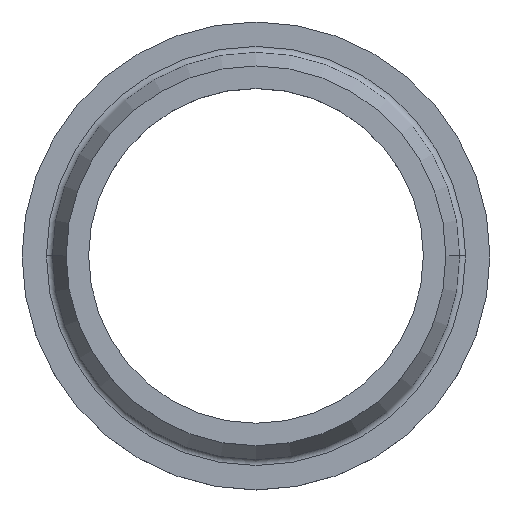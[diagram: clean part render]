
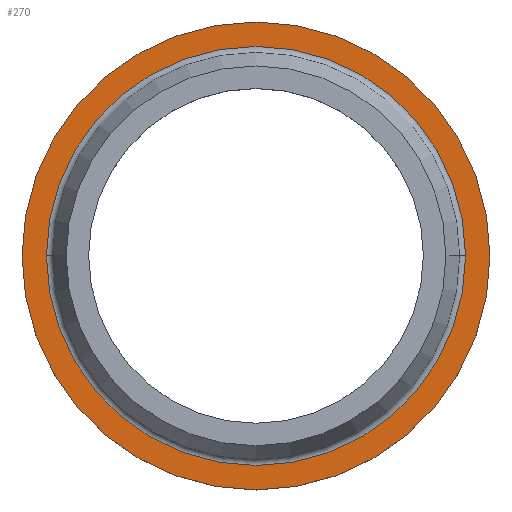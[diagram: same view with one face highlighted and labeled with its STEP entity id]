
A CAD part, top view. The second image highlights one B-rep face of the part: STEP entity #270.
In plain terms, the highlighted planar face has unit normal (0, 0, 1).
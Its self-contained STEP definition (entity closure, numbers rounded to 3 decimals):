
#4 = CIRCLE ( 'NONE', #81, 309. ) ;
#15 = PLANE ( 'NONE',  #46 ) ;
#44 = VERTEX_POINT ( 'NONE', #102 ) ;
#46 = AXIS2_PLACEMENT_3D ( 'NONE', #308, #468, #129 ) ;
#51 = DIRECTION ( 'NONE',  ( -1., 0., 0. ) ) ;
#57 = EDGE_CURVE ( 'NONE', #261, #163, #146, .T. ) ;
#74 = ORIENTED_EDGE ( 'NONE', *, *, #57, .T. ) ;
#81 = AXIS2_PLACEMENT_3D ( 'NONE', #120, #268, #51 ) ;
#102 = CARTESIAN_POINT ( 'NONE',  ( -345., 0., 50. ) ) ;
#107 = EDGE_CURVE ( 'NONE', #44, #450, #108, .T. ) ;
#108 = CIRCLE ( 'NONE', #446, 345. ) ;
#120 = CARTESIAN_POINT ( 'NONE',  ( 0., 0., 50. ) ) ;
#129 = DIRECTION ( 'NONE',  ( 1., 0., 0. ) ) ;
#139 = CARTESIAN_POINT ( 'NONE',  ( 0., 0., 50. ) ) ;
#146 = CIRCLE ( 'NONE', #256, 309. ) ;
#157 = AXIS2_PLACEMENT_3D ( 'NONE', #332, #288, #248 ) ;
#163 = VERTEX_POINT ( 'NONE', #277 ) ;
#174 = DIRECTION ( 'NONE',  ( 0., 0., -1. ) ) ;
#176 = CARTESIAN_POINT ( 'NONE',  ( 0., 0., 50. ) ) ;
#208 = DIRECTION ( 'NONE',  ( -1., 0., 0. ) ) ;
#213 = DIRECTION ( 'NONE',  ( 0., 0., -1. ) ) ;
#233 = EDGE_CURVE ( 'NONE', #163, #261, #4, .T. ) ;
#241 = CIRCLE ( 'NONE', #157, 345. ) ;
#248 = DIRECTION ( 'NONE',  ( -1., 0., 0. ) ) ;
#256 = AXIS2_PLACEMENT_3D ( 'NONE', #176, #174, #401 ) ;
#261 = VERTEX_POINT ( 'NONE', #281 ) ;
#268 = DIRECTION ( 'NONE',  ( 0., 0., -1. ) ) ;
#270 = ADVANCED_FACE ( 'NONE', ( #315, #466 ), #15, .T. ) ;
#275 = ORIENTED_EDGE ( 'NONE', *, *, #397, .F. ) ;
#277 = CARTESIAN_POINT ( 'NONE',  ( 309., 0., 50. ) ) ;
#281 = CARTESIAN_POINT ( 'NONE',  ( -309., 0., 50. ) ) ;
#288 = DIRECTION ( 'NONE',  ( 0., 0., -1. ) ) ;
#308 = CARTESIAN_POINT ( 'NONE',  ( 0., 345., 50. ) ) ;
#312 = ORIENTED_EDGE ( 'NONE', *, *, #233, .T. ) ;
#315 = FACE_BOUND ( 'NONE', #316, .T. ) ;
#316 = EDGE_LOOP ( 'NONE', ( #74, #312 ) ) ;
#332 = CARTESIAN_POINT ( 'NONE',  ( 0., 0., 50. ) ) ;
#339 = EDGE_LOOP ( 'NONE', ( #368, #275 ) ) ;
#368 = ORIENTED_EDGE ( 'NONE', *, *, #107, .F. ) ;
#397 = EDGE_CURVE ( 'NONE', #450, #44, #241, .T. ) ;
#401 = DIRECTION ( 'NONE',  ( -1., 0., 0. ) ) ;
#442 = CARTESIAN_POINT ( 'NONE',  ( 345., 0., 50. ) ) ;
#446 = AXIS2_PLACEMENT_3D ( 'NONE', #139, #213, #208 ) ;
#450 = VERTEX_POINT ( 'NONE', #442 ) ;
#466 = FACE_OUTER_BOUND ( 'NONE', #339, .T. ) ;
#468 = DIRECTION ( 'NONE',  ( 0., 0., 1. ) ) ;
